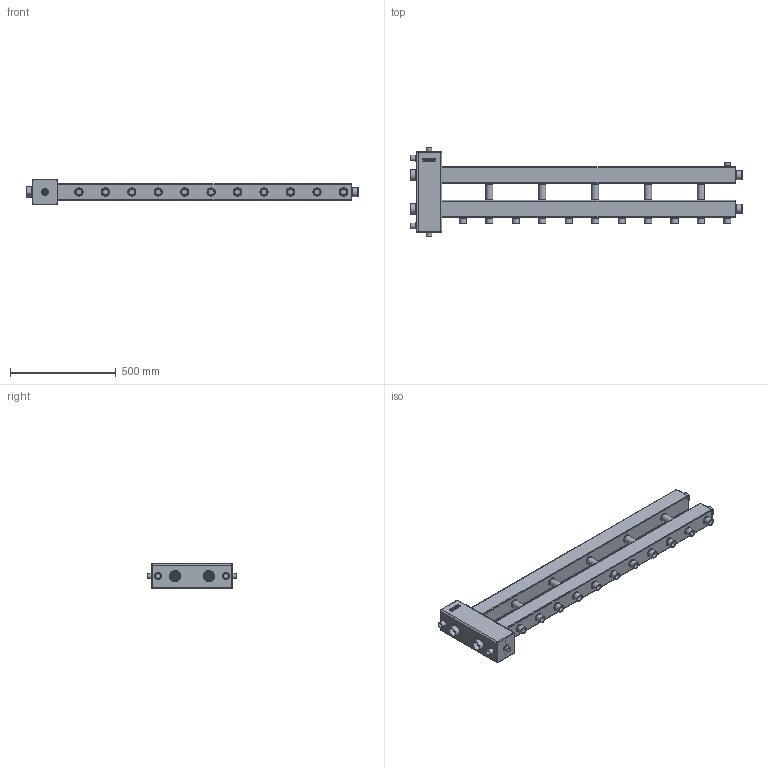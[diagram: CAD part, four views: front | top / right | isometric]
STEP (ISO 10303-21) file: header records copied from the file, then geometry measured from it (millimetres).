
FILE_DESCRIPTION(('STEP AP203'), '1');
FILE_NAME('BMSS-150-6D.10', '', ('UNSPECIFIED'), ('UNSPECIFIED'), 'ASCON STEP Converter 1.6', 'ASCON Math Kernel', '');
FILE_SCHEMA(('CONFIG_CONTROL_DESIGN'));
Length unit declared in the file: millimetre
Bounding box: 1569 x 421 x 120.55 mm (x, y, z)
Volume: 2888649.4 mm3; surface area: 2401081.5 mm2
Topology: 1 solids, 1 shells, 843 faces, 2184 edges, 1415 vertices
Faces by surface type: cylinder 337, plane 212, bspline 171, cone 77, torus 46
Full cylindrical faces by diameter (mm): 7.5 x210, 17.071 x3, 22 x2, 24 x3, 25 x5, 26.8 x2, 27.5 x11, 30 x11, 33.5 x21, 34 x10, 36.3 x2, 40 x2, 42 x2, 42.3 x2, 46 x2, 48 x2, 72 x2
Entity records: 35782 total; most frequent: CARTESIAN_POINT 9721, ORIENTED_EDGE 3570, DIRECTION 3458, EDGE_LOOP 1798, EDGE_CURVE 1785, AXIS2_PLACEMENT_3D 1484, VERTEX_POINT 1415, FACE_BOUND 1032
